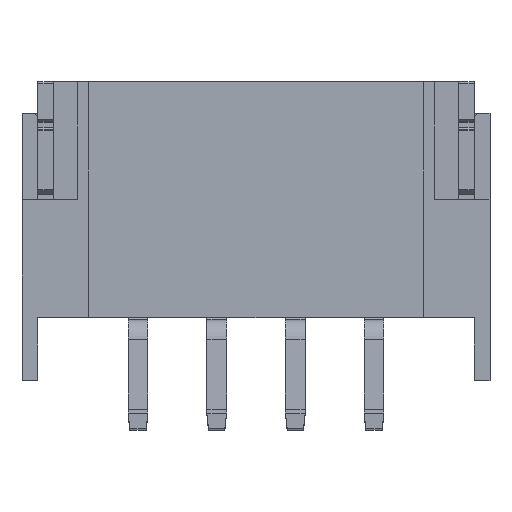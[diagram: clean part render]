
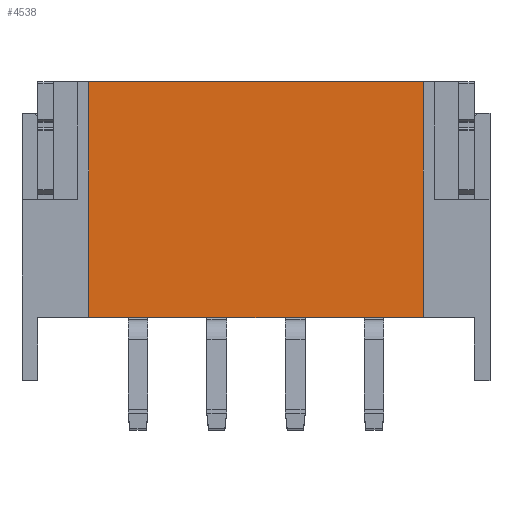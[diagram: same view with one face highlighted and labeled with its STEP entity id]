
A CAD part, front view. The second image highlights one B-rep face of the part: STEP entity #4538.
In plain terms, the highlighted planar face has unit normal (0, -1, 0).
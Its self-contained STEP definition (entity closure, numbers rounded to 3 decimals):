
#570 = CARTESIAN_POINT ( 'NONE',  ( 4.25, -2.7, -2.2 ) ) ;
#1060 = DIRECTION ( 'NONE',  ( -1., 0., 0. ) ) ;
#1194 = VERTEX_POINT ( 'NONE', #5742 ) ;
#2337 = EDGE_CURVE ( 'NONE', #3308, #8787, #8964, .T. ) ;
#2520 = VECTOR ( 'NONE', #6896, 1000. ) ;
#3234 = ORIENTED_EDGE ( 'NONE', *, *, #7510, .T. ) ;
#3308 = VERTEX_POINT ( 'NONE', #570 ) ;
#3370 = PLANE ( 'NONE',  #4534 ) ;
#3960 = LINE ( 'NONE', #4858, #7282 ) ;
#4038 = FACE_OUTER_BOUND ( 'NONE', #4934, .T. ) ;
#4110 = DIRECTION ( 'NONE',  ( 0., 0., 1. ) ) ;
#4266 = CARTESIAN_POINT ( 'NONE',  ( -4.25, -2.7, -2.2 ) ) ;
#4534 = AXIS2_PLACEMENT_3D ( 'NONE', #6928, #8391, #4110 ) ;
#4538 = ADVANCED_FACE ( 'NONE', ( #4038 ), #3370, .F. ) ;
#4652 = LINE ( 'NONE', #9064, #2520 ) ;
#4858 = CARTESIAN_POINT ( 'NONE',  ( -4.25, -2.7, -2.6 ) ) ;
#4934 = EDGE_LOOP ( 'NONE', ( #3234, #8855, #5758, #5674 ) ) ;
#5137 = VECTOR ( 'NONE', #8713, 1000. ) ;
#5191 = CARTESIAN_POINT ( 'NONE',  ( 4.25, -2.7, 3.8 ) ) ;
#5391 = LINE ( 'NONE', #6103, #8757 ) ;
#5674 = ORIENTED_EDGE ( 'NONE', *, *, #2337, .F. ) ;
#5742 = CARTESIAN_POINT ( 'NONE',  ( -4.25, -2.7, 3.8 ) ) ;
#5758 = ORIENTED_EDGE ( 'NONE', *, *, #7627, .F. ) ;
#5896 = EDGE_CURVE ( 'NONE', #6220, #1194, #5391, .T. ) ;
#6103 = CARTESIAN_POINT ( 'NONE',  ( -4.25, -2.7, 3.8 ) ) ;
#6220 = VERTEX_POINT ( 'NONE', #5191 ) ;
#6896 = DIRECTION ( 'NONE',  ( 0., 0., 1. ) ) ;
#6928 = CARTESIAN_POINT ( 'NONE',  ( -4.25, -2.7, -2.6 ) ) ;
#7282 = VECTOR ( 'NONE', #7675, 1000. ) ;
#7510 = EDGE_CURVE ( 'NONE', #3308, #6220, #4652, .T. ) ;
#7627 = EDGE_CURVE ( 'NONE', #8787, #1194, #3960, .T. ) ;
#7675 = DIRECTION ( 'NONE',  ( 0., 0., 1. ) ) ;
#8084 = CARTESIAN_POINT ( 'NONE',  ( 5.95, -2.7, -2.2 ) ) ;
#8391 = DIRECTION ( 'NONE',  ( 0., 1., 0. ) ) ;
#8713 = DIRECTION ( 'NONE',  ( -1., 0., 0. ) ) ;
#8757 = VECTOR ( 'NONE', #1060, 1000. ) ;
#8787 = VERTEX_POINT ( 'NONE', #4266 ) ;
#8855 = ORIENTED_EDGE ( 'NONE', *, *, #5896, .T. ) ;
#8964 = LINE ( 'NONE', #8084, #5137 ) ;
#9064 = CARTESIAN_POINT ( 'NONE',  ( 4.25, -2.7, -2.6 ) ) ;
